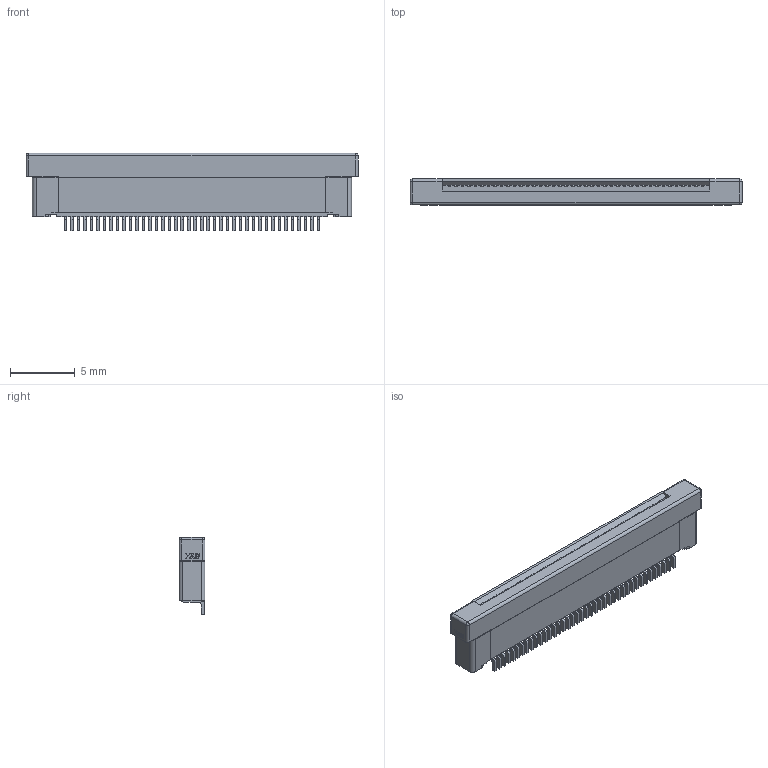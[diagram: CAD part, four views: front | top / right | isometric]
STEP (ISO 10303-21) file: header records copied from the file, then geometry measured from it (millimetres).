
FILE_DESCRIPTION(('STEP AP242'),'1');
FILE_NAME('x05b20u40t.stp','2021-11-23T06:43:29',('TraceParts'),('TraceParts S.A.'),'Spatial InterOp 3D',' ',' ');
FILE_SCHEMA(('AP242_MANAGED_MODEL_BASED_3D_ENGINEERING_MIM_LF {1 0 10303 442 1 1 4}'));
Length unit declared in the file: millimetre
Products named in the file (1): x05b20u40t
Bounding box: 25.6 x 2 x 5.97 mm (x, y, z)
Volume: 234.1 mm3; surface area: 543.1 mm2
Topology: 1 solids, 1 shells, 947 faces, 2645 edges, 1704 vertices
Faces by surface type: plane 656, cylinder 287, sphere 4
Entity records: 30104 total; most frequent: CARTESIAN_POINT 5297, ORIENTED_EDGE 5290, DIRECTION 5115, EDGE_CURVE 2645, LINE 2071, VECTOR 2071, VERTEX_POINT 1704, AXIS2_PLACEMENT_3D 1522
